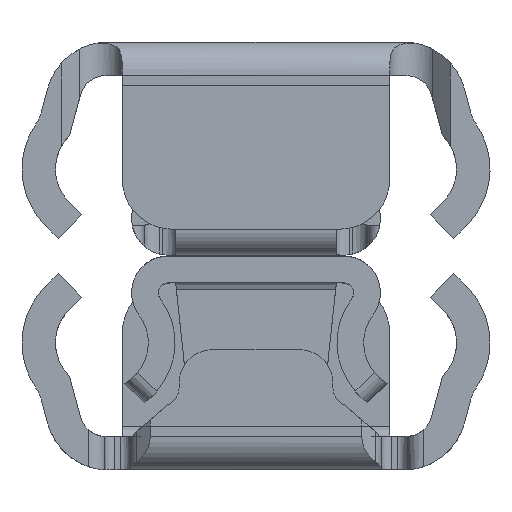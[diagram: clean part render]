
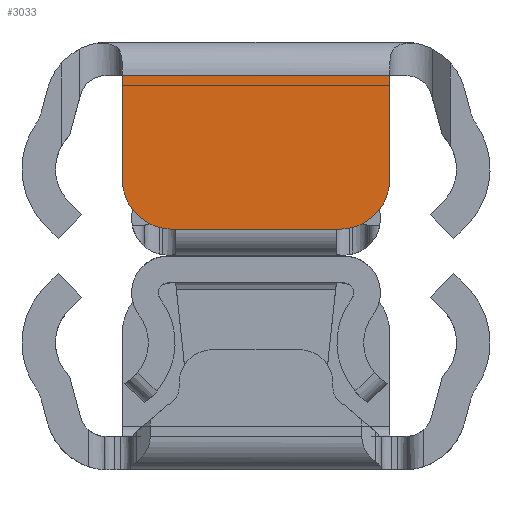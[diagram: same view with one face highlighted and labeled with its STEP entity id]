
A CAD part, left-side view. The second image highlights one B-rep face of the part: STEP entity #3033.
In plain terms, the highlighted face is planar.
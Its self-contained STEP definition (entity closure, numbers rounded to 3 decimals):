
#193 = CARTESIAN_POINT ( 'NONE',  ( 125., 4., 4.1 ) ) ;
#246 = VERTEX_POINT ( 'NONE', #3097 ) ;
#270 = CIRCLE ( 'NONE', #2223, 1.5 ) ;
#308 = DIRECTION ( 'NONE',  ( 1., 0., 0. ) ) ;
#384 = VECTOR ( 'NONE', #723, 1000. ) ;
#408 = VERTEX_POINT ( 'NONE', #1011 ) ;
#427 = EDGE_CURVE ( 'NONE', #547, #1341, #270, .T. ) ;
#547 = VERTEX_POINT ( 'NONE', #4628 ) ;
#650 = FACE_OUTER_BOUND ( 'NONE', #4848, .T. ) ;
#688 = ORIENTED_EDGE ( 'NONE', *, *, #2767, .T. ) ;
#723 = DIRECTION ( 'NONE',  ( 0., 0., 1. ) ) ;
#948 = VECTOR ( 'NONE', #1814, 1000. ) ;
#1011 = CARTESIAN_POINT ( 'NONE',  ( 125., 4., 1. ) ) ;
#1044 = ORIENTED_EDGE ( 'NONE', *, *, #2836, .T. ) ;
#1221 = ORIENTED_EDGE ( 'NONE', *, *, #427, .T. ) ;
#1258 = VERTEX_POINT ( 'NONE', #193 ) ;
#1266 = AXIS2_PLACEMENT_3D ( 'NONE', #3813, #308, #1857 ) ;
#1341 = VERTEX_POINT ( 'NONE', #1342 ) ;
#1342 = CARTESIAN_POINT ( 'NONE',  ( 125., -4., 4.1 ) ) ;
#1369 = DIRECTION ( 'NONE',  ( 1., 0., 0. ) ) ;
#1411 = CARTESIAN_POINT ( 'NONE',  ( 125., -2.5, 4.1 ) ) ;
#1440 = EDGE_CURVE ( 'NONE', #1341, #4695, #4730, .T. ) ;
#1692 = ORIENTED_EDGE ( 'NONE', *, *, #3232, .T. ) ;
#1718 = ORIENTED_EDGE ( 'NONE', *, *, #3077, .T. ) ;
#1814 = DIRECTION ( 'NONE',  ( 0., -1., 0. ) ) ;
#1857 = DIRECTION ( 'NONE',  ( 0., 0., -1. ) ) ;
#2111 = PLANE ( 'NONE',  #3076 ) ;
#2202 = CARTESIAN_POINT ( 'NONE',  ( 125., 0., 5.6 ) ) ;
#2223 = AXIS2_PLACEMENT_3D ( 'NONE', #1411, #2265, #2932 ) ;
#2265 = DIRECTION ( 'NONE',  ( 1., 0., 0. ) ) ;
#2362 = LINE ( 'NONE', #3931, #384 ) ;
#2464 = CARTESIAN_POINT ( 'NONE',  ( 125., -4., 1. ) ) ;
#2767 = EDGE_CURVE ( 'NONE', #1258, #246, #2982, .T. ) ;
#2836 = EDGE_CURVE ( 'NONE', #4695, #408, #3240, .T. ) ;
#2932 = DIRECTION ( 'NONE',  ( 0., 0., -1. ) ) ;
#2982 = CIRCLE ( 'NONE', #1266, 1.5 ) ;
#3033 = ADVANCED_FACE ( 'NONE', ( #650 ), #2111, .T. ) ;
#3076 = AXIS2_PLACEMENT_3D ( 'NONE', #4882, #1369, #4501 ) ;
#3077 = EDGE_CURVE ( 'NONE', #246, #547, #4542, .T. ) ;
#3097 = CARTESIAN_POINT ( 'NONE',  ( 125., 2.5, 5.6 ) ) ;
#3167 = DIRECTION ( 'NONE',  ( 0., 1., 0. ) ) ;
#3180 = DIRECTION ( 'NONE',  ( 0., 0., -1. ) ) ;
#3218 = VECTOR ( 'NONE', #3180, 1000. ) ;
#3232 = EDGE_CURVE ( 'NONE', #408, #1258, #2362, .T. ) ;
#3240 = LINE ( 'NONE', #4444, #4951 ) ;
#3592 = CARTESIAN_POINT ( 'NONE',  ( 125., -4., 4.1 ) ) ;
#3813 = CARTESIAN_POINT ( 'NONE',  ( 125., 2.5, 4.1 ) ) ;
#3931 = CARTESIAN_POINT ( 'NONE',  ( 125., 4., 4.1 ) ) ;
#4444 = CARTESIAN_POINT ( 'NONE',  ( 125., 4., 1. ) ) ;
#4501 = DIRECTION ( 'NONE',  ( 0., 0., -1. ) ) ;
#4542 = LINE ( 'NONE', #2202, #948 ) ;
#4628 = CARTESIAN_POINT ( 'NONE',  ( 125., -2.5, 5.6 ) ) ;
#4695 = VERTEX_POINT ( 'NONE', #2464 ) ;
#4730 = LINE ( 'NONE', #3592, #3218 ) ;
#4848 = EDGE_LOOP ( 'NONE', ( #5004, #1044, #1692, #688, #1718, #1221 ) ) ;
#4882 = CARTESIAN_POINT ( 'NONE',  ( 125., -4.404, 1.9 ) ) ;
#4951 = VECTOR ( 'NONE', #3167, 1000. ) ;
#5004 = ORIENTED_EDGE ( 'NONE', *, *, #1440, .T. ) ;
